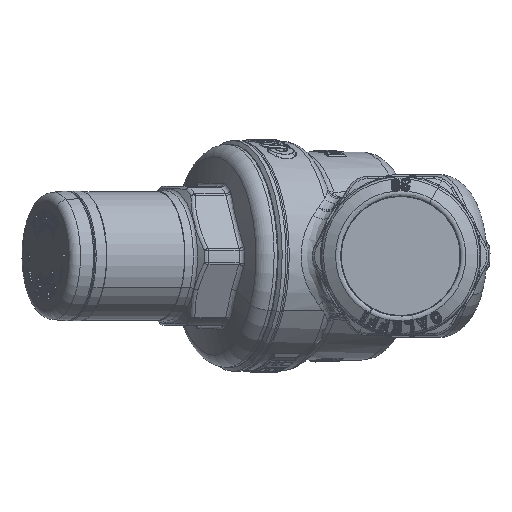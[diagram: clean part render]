
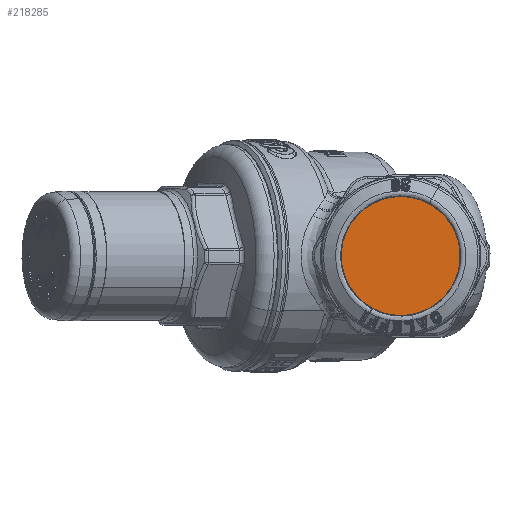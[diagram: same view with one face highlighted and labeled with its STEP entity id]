
A CAD part, left-side view. The second image highlights one B-rep face of the part: STEP entity #218285.
In plain terms, the highlighted planar face has unit normal (-1, 0, 0).
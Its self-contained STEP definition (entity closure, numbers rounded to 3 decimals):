
#218234=CARTESIAN_POINT('Axis2P3D Location',(-65.81,0.,0.)) ;
#218238=CARTESIAN_POINT('Vertex',(-65.81,-6.784,-12.418)) ;
#218240=CARTESIAN_POINT('Vertex',(-65.81,6.784,12.418)) ;
#218262=CARTESIAN_POINT('Axis2P3D Location',(-65.81,0.,0.)) ;
#218276=CARTESIAN_POINT('Axis2P3D Location',(-65.81,0.,0.)) ;
#218235=DIRECTION('Axis2P3D Direction',(-1.,0.,0.)) ;
#218263=DIRECTION('Axis2P3D Direction',(-1.,0.,0.)) ;
#218277=DIRECTION('Axis2P3D Direction',(1.,0.,0.)) ;
#218278=DIRECTION('Axis2P3D XDirection',(0.,1.,0.)) ;
#218236=AXIS2_PLACEMENT_3D('Circle Axis2P3D',#218234,#218235,$) ;
#218264=AXIS2_PLACEMENT_3D('Circle Axis2P3D',#218262,#218263,$) ;
#218279=AXIS2_PLACEMENT_3D('Plane Axis2P3D',#218276,#218277,#218278) ;
#218237=CIRCLE('generated circle',#218236,14.15) ;
#218265=CIRCLE('generated circle',#218264,14.15) ;
#218280=PLANE('',#218279) ;
#218242=EDGE_CURVE('',#218239,#218241,#218237,.F.) ;
#218266=EDGE_CURVE('',#218241,#218239,#218265,.F.) ;
#218282=ORIENTED_EDGE('',*,*,#218266,.F.) ;
#218283=ORIENTED_EDGE('',*,*,#218242,.F.) ;
#218281=EDGE_LOOP('',(#218282,#218283)) ;
#218239=VERTEX_POINT('',#218238) ;
#218241=VERTEX_POINT('',#218240) ;
#218285=ADVANCED_FACE('PartBody',(#218284),#218280,.F.) ;
#218284=FACE_OUTER_BOUND('',#218281,.T.) ;
